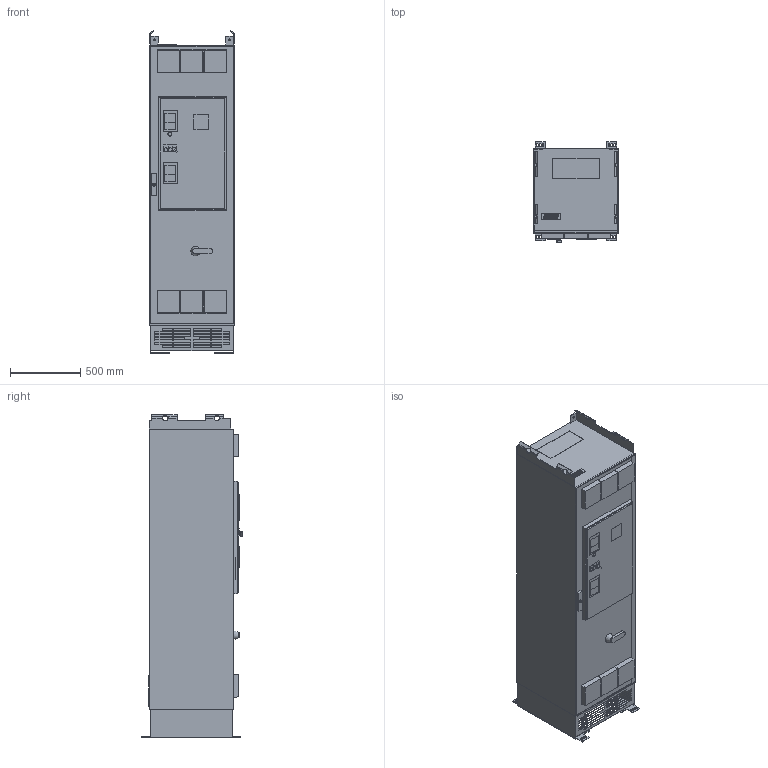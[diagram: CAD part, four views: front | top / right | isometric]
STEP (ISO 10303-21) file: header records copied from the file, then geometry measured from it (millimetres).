
FILE_DESCRIPTION(/* description */ (''),/* implementation_level */ '2;1');
FILE_NAME(/* name */ '181K5217.stp',/* time_stamp */ '2026-02-19T08:17:24+02:00',/* author */ (''),/* organization */ (''),/* preprocessor_version */ 'ST-DEVELOPER v20',/* originating_system */ 'SIEMENS PLM Software NX2312.3002',/* authorisation */ '');
FILE_SCHEMA (('AUTOMOTIVE_DESIGN { 1 0 10303 214 3 1 1 1 }'));
Products named in the file (4): 181K4890; 181K4900; 181K4961; 181K5217
Assembly tree (3 placements, depth 2):
  181K5217
    181K4961
    181K4900
    181K4890
Bounding box: 600 x 719.76 x 2302.5 mm (x, y, z)
Volume: 346711139.9 mm3; surface area: 16147500.4 mm2
Topology: 3 solids, 27 shells, 1506 faces, 4161 edges, 2761 vertices
Faces by surface type: plane 1178, cylinder 223, cone 60, extrusion 31, bspline 14
Full cylindrical faces by diameter (mm): 3 x1, 4.6 x1, 6.5 x2, 10 x18, 10.5 x8, 12.2 x1, 13 x3, 15.5 x36, 19.788 x1, 22 x4, 28 x1, 28.472 x2, 28.5 x1, 40 x6, 65 x8
Entity records: 61414 total; most frequent: CARTESIAN_POINT 18812, ORIENTED_EDGE 7798, DIRECTION 7085, EDGE_CURVE 3899, VECTOR 3195, LINE 3164, VERTEX_POINT 2679, EDGE_LOOP 1976
